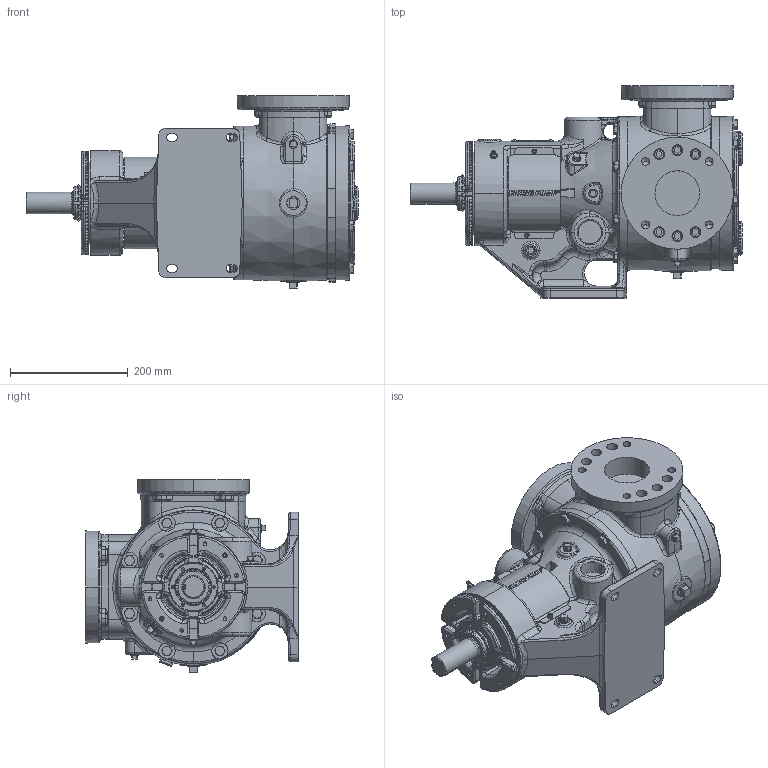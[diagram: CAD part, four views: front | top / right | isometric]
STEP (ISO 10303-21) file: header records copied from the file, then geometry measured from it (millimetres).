
FILE_DESCRIPTION (( 'STEP AP214' ), '1' );
FILE_NAME ('LV-4806.step', '2025-12-05T04:43:30', ( '' ), ( '' ), 'SwSTEP 2.0', 'SolidWorks 2024', '' );
FILE_SCHEMA (( 'AUTOMOTIVE_DESIGN' ));
Length unit declared in the file: inch
Products named in the file (1): LV-4806
Bounding box: 563.88 x 360.36 x 327.72 mm (x, y, z)
Volume: 19193352.7 mm3; surface area: 903370.2 mm2
Topology: 1 solids, 1 shells, 4998 faces, 12555 edges, 7731 vertices
Faces by surface type: bspline 1661, plane 1503, cylinder 924, cone 678, torus 162, sphere 70
Entity records: 238764 total; most frequent: CARTESIAN_POINT 133031, ORIENTED_EDGE 24880, DIRECTION 17606, EDGE_CURVE 12440, VERTEX_POINT 7728, AXIS2_PLACEMENT_3D 6571, EDGE_LOOP 5304, ADVANCED_FACE 4998
